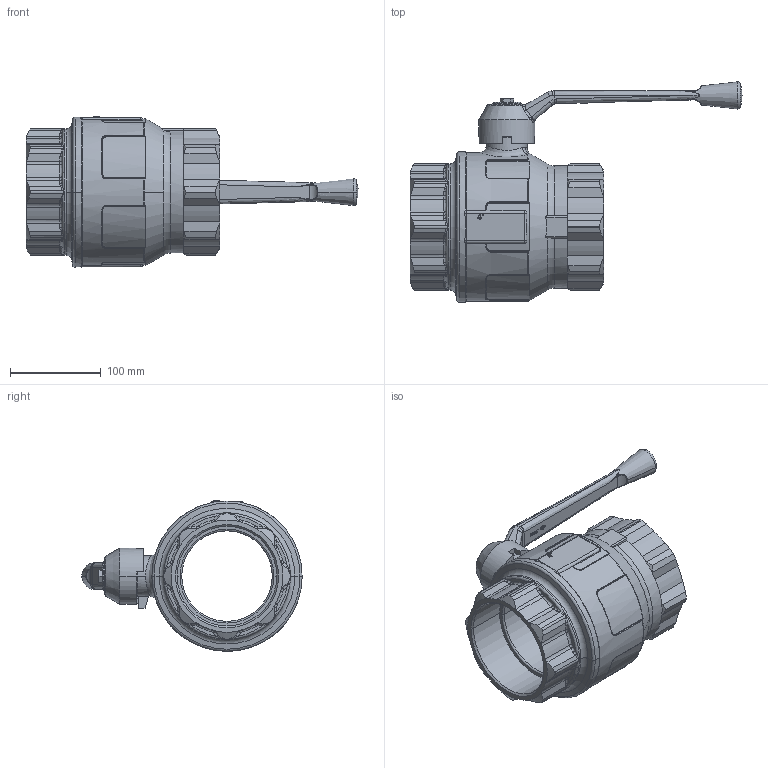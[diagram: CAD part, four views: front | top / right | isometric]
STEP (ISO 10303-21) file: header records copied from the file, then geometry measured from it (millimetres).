
FILE_DESCRIPTION(('Creo Elements/Direct Modeling STEP Export'),'2;1');
FILE_NAME('1700180000.stp','2020-11-03T 8:52:33',(''),(''),'Creo Elements/Direct Modeling STEP processor for AP214 (Solid Model)','Creo Elements/Direct Modeling 20.1A 29-Sep-2018 (C) Parametric Technology GmbH','');
FILE_SCHEMA(('AUTOMOTIVE_DESIGN { 1 0 10303 214 1 1 1 1 }'));
Length unit declared in the file: millimetre
Products named in the file (2): 1700180000
Assembly tree (1 placements, depth 2):
  1700180000
    1700180000
Bounding box: 366.8 x 243.36 x 166.3 mm (x, y, z)
Volume: 1975502.5 mm3; surface area: 226957.4 mm2
Topology: 1 solids, 1 shells, 715 faces, 1855 edges, 1138 vertices
Faces by surface type: plane 297, bspline 204, cylinder 105, cone 58, torus 44, extrusion 6, sphere 1
Entity records: 63809 total; most frequent: CARTESIAN_POINT 47500, ORIENTED_EDGE 3662, DIRECTION 2150, EDGE_CURVE 1831, VERTEX_POINT 1138, VECTOR 764, LINE 758, EDGE_LOOP 737
